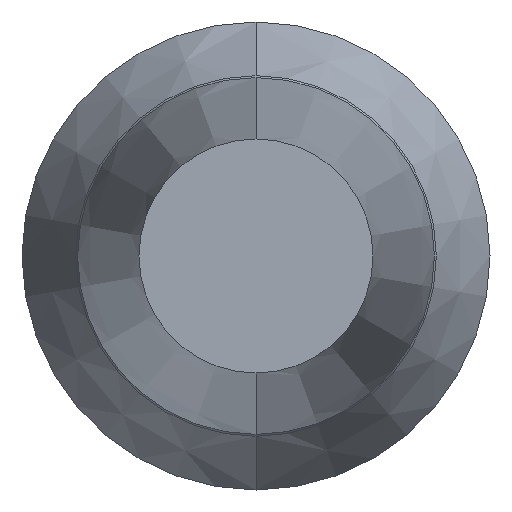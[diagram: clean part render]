
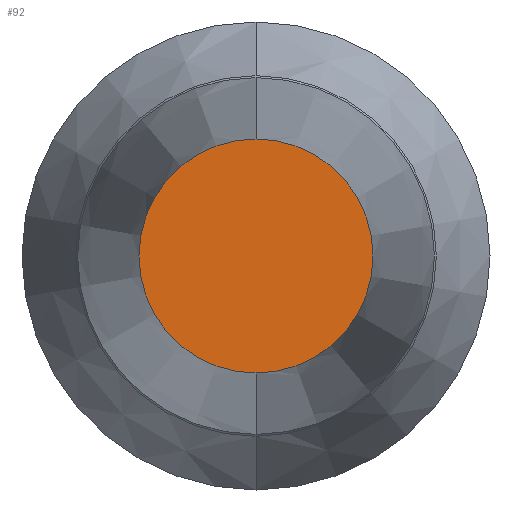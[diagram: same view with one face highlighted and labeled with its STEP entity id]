
A CAD part, front view. The second image highlights one B-rep face of the part: STEP entity #92.
In plain terms, the highlighted planar face has unit normal (0, -1, 0).
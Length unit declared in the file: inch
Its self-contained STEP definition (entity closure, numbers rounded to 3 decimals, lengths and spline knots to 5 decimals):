
#24 = PLANE ( 'NONE',  #323 ) ;
#29 = CIRCLE ( 'NONE', #211, 0.0625 ) ;
#49 = CIRCLE ( 'NONE', #347, 0.0625 ) ;
#70 = VERTEX_POINT ( 'NONE', #119 ) ;
#71 = EDGE_CURVE ( 'NONE', #459, #70, #29, .T. ) ;
#88 = DIRECTION ( 'NONE',  ( 0., -1., 0. ) ) ;
#92 = ADVANCED_FACE ( 'NONE', ( #452 ), #24, .T. ) ;
#103 = ORIENTED_EDGE ( 'NONE', *, *, #71, .T. ) ;
#106 = EDGE_LOOP ( 'NONE', ( #103, #326 ) ) ;
#112 = DIRECTION ( 'NONE',  ( 0., 0., -1. ) ) ;
#119 = CARTESIAN_POINT ( 'NONE',  ( 0., 0., -0.0625 ) ) ;
#156 = CARTESIAN_POINT ( 'NONE',  ( 0., 0., 0.0625 ) ) ;
#189 = DIRECTION ( 'NONE',  ( 0., 0., -1. ) ) ;
#211 = AXIS2_PLACEMENT_3D ( 'NONE', #258, #88, #189 ) ;
#258 = CARTESIAN_POINT ( 'NONE',  ( 0., 0., 0. ) ) ;
#284 = EDGE_CURVE ( 'NONE', #70, #459, #49, .T. ) ;
#306 = CARTESIAN_POINT ( 'NONE',  ( 0., 0., 0. ) ) ;
#323 = AXIS2_PLACEMENT_3D ( 'NONE', #306, #377, #379 ) ;
#326 = ORIENTED_EDGE ( 'NONE', *, *, #284, .T. ) ;
#347 = AXIS2_PLACEMENT_3D ( 'NONE', #406, #413, #112 ) ;
#377 = DIRECTION ( 'NONE',  ( 0., -1., 0. ) ) ;
#379 = DIRECTION ( 'NONE',  ( 0., 0., -1. ) ) ;
#406 = CARTESIAN_POINT ( 'NONE',  ( 0., 0., 0. ) ) ;
#413 = DIRECTION ( 'NONE',  ( 0., -1., 0. ) ) ;
#452 = FACE_OUTER_BOUND ( 'NONE', #106, .T. ) ;
#459 = VERTEX_POINT ( 'NONE', #156 ) ;
